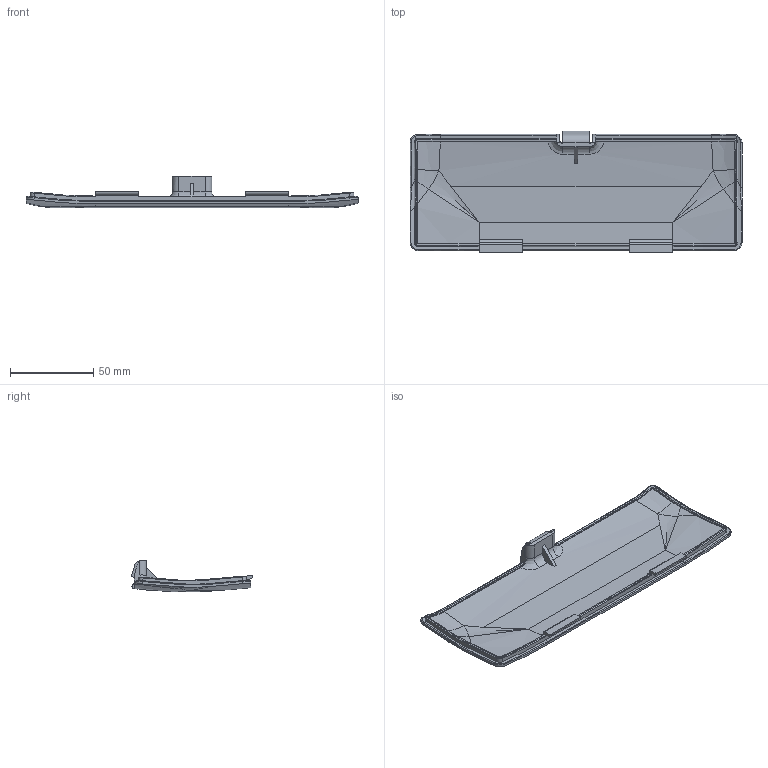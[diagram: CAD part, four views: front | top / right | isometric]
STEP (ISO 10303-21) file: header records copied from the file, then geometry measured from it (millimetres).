
FILE_DESCRIPTION (( 'STEP AP214' ), '1' );
FILE_NAME ('TrunkCoverOP2top.STEP', '2018-05-15T13:26:22', ( '' ), ( '' ), 'SwSTEP 2.0', 'SolidWorks 2016', '' );
FILE_SCHEMA (( 'AUTOMOTIVE_DESIGN' ));
Length unit declared in the file: millimetre
Products named in the file (2): TrunkCoverOP2top
Bounding box: 200 x 73.04 x 19.15 mm (x, y, z)
Volume: 55208.8 mm3; surface area: 32878.7 mm2
Topology: 1 solids, 1 shells, 226 faces, 594 edges, 366 vertices
Faces by surface type: bspline 84, cylinder 82, plane 58, torus 2
Entity records: 9090 total; most frequent: CARTESIAN_POINT 4227, ORIENTED_EDGE 1180, DIRECTION 794, EDGE_CURVE 590, VERTEX_POINT 366, AXIS2_PLACEMENT_3D 290, ADVANCED_FACE 226, FACE_OUTER_BOUND 226
